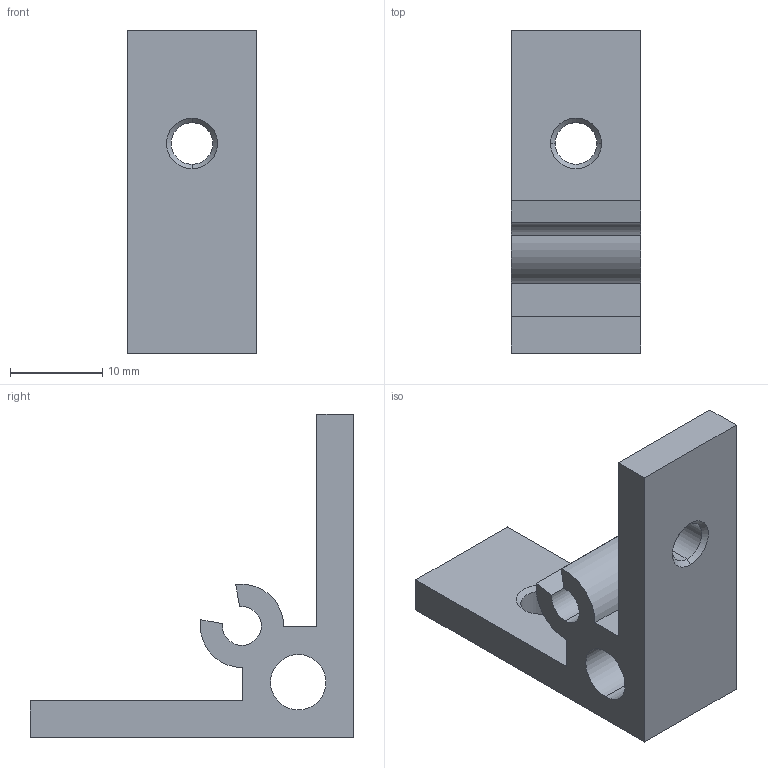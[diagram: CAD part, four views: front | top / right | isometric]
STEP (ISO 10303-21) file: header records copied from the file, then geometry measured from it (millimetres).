
FILE_DESCRIPTION (( 'STEP AP214' ), '1' );
FILE_NAME ('SNSD.30.52.10. Óãëîâîé àëþìèíèåâûé ñîåäèíèòåëü 20õ20, ïàç 6(H09).STEP', '2015-01-13T09:08:13', ( 'XTreme.ws' ), ( 'XTreme.ws' ), 'SwSTEP 2.0', 'SolidWorks 2014', '' );
FILE_SCHEMA (( 'AUTOMOTIVE_DESIGN' ));
Length unit declared in the file: millimetre
Products named in the file (2): SNSD.30.52.10. Óãëîâîé àëþìèíèåâûé ñîåäèíèòåëü 20õ20, ïàç 6(H09)
Bounding box: 14 x 35 x 35 mm (x, y, z)
Volume: 4404.4 mm3; surface area: 3215.5 mm2
Topology: 1 solids, 1 shells, 32 faces, 82 edges, 52 vertices
Faces by surface type: cylinder 12, plane 12, cone 8
Entity records: 1035 total; most frequent: DIRECTION 182, CARTESIAN_POINT 168, ORIENTED_EDGE 164, EDGE_CURVE 82, AXIS2_PLACEMENT_3D 66, VERTEX_POINT 52, LINE 50, VECTOR 50
